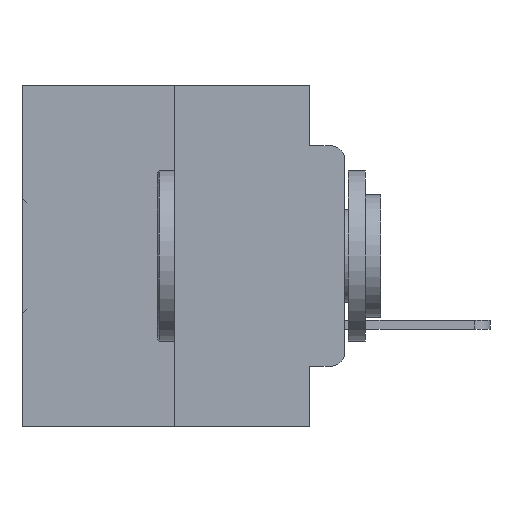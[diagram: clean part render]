
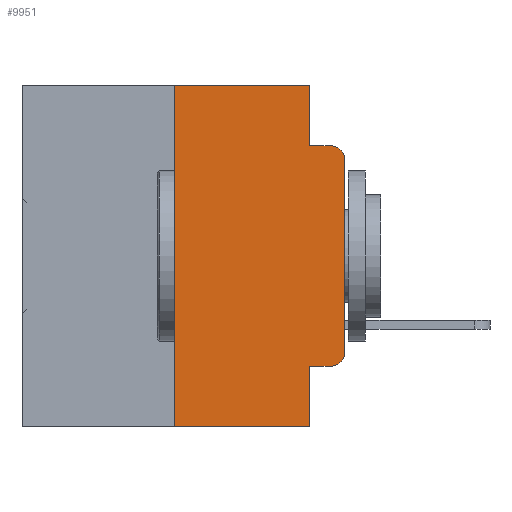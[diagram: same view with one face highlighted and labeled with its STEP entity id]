
A CAD part, left-side view. The second image highlights one B-rep face of the part: STEP entity #9951.
In plain terms, the highlighted planar face has unit normal (-1, 0, 0).
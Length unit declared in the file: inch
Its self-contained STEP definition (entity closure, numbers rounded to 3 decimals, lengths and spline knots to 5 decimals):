
#180 = EDGE_CURVE ( 'NONE', #32733, #15328, #9916, .T. ) ;
#433 = VERTEX_POINT ( 'NONE', #19389 ) ;
#882 = VERTEX_POINT ( 'NONE', #9373 ) ;
#1265 = VERTEX_POINT ( 'NONE', #25266 ) ;
#1711 = VERTEX_POINT ( 'NONE', #29779 ) ;
#1986 = VECTOR ( 'NONE', #16035, 39.37008 ) ;
#2102 = LINE ( 'NONE', #16481, #28659 ) ;
#3404 = CARTESIAN_POINT ( 'NONE',  ( 0., 0.02, -0.3915 ) ) ;
#4377 = VECTOR ( 'NONE', #31538, 39.37008 ) ;
#4998 = VERTEX_POINT ( 'NONE', #27527 ) ;
#5209 = CARTESIAN_POINT ( 'NONE',  ( 0., 0.051, 0. ) ) ;
#5899 = EDGE_CURVE ( 'NONE', #433, #12869, #6565, .T. ) ;
#5999 = DIRECTION ( 'NONE',  ( 0., -1., 0. ) ) ;
#6157 = DIRECTION ( 'NONE',  ( 0., 0., -1. ) ) ;
#6430 = CIRCLE ( 'NONE', #12918, 0.02 ) ;
#6565 = LINE ( 'NONE', #24615, #32493 ) ;
#6626 = CARTESIAN_POINT ( 'NONE',  ( 0., 0.473, 0. ) ) ;
#6925 = DIRECTION ( 'NONE',  ( 0., -1., 0. ) ) ;
#7498 = VECTOR ( 'NONE', #6925, 39.37008 ) ;
#7718 = EDGE_CURVE ( 'NONE', #1711, #4998, #19079, .T. ) ;
#8557 = VERTEX_POINT ( 'NONE', #20045 ) ;
#9317 = LINE ( 'NONE', #28344, #1986 ) ;
#9373 = CARTESIAN_POINT ( 'NONE',  ( 0., 0.02, -0.0885 ) ) ;
#9381 = DIRECTION ( 'NONE',  ( 0., 0., -1. ) ) ;
#9420 = DIRECTION ( 'NONE',  ( 0., 0., 1. ) ) ;
#9916 = LINE ( 'NONE', #15921, #22610 ) ;
#9951 = ADVANCED_FACE ( 'NONE', ( #28473 ), #22079, .F. ) ;
#10062 = DIRECTION ( 'NONE',  ( -1., 0., 0. ) ) ;
#10138 = VERTEX_POINT ( 'NONE', #15586 ) ;
#11015 = CARTESIAN_POINT ( 'NONE',  ( 0., 0.473, 0. ) ) ;
#11373 = EDGE_CURVE ( 'NONE', #4998, #882, #31349, .T. ) ;
#11919 = EDGE_LOOP ( 'NONE', ( #30149, #30710, #14291, #14572, #16349, #15543, #16111, #15669, #15870, #16758 ) ) ;
#12317 = VECTOR ( 'NONE', #15723, 39.37008 ) ;
#12814 = AXIS2_PLACEMENT_3D ( 'NONE', #6626, #24577, #9381 ) ;
#12869 = VERTEX_POINT ( 'NONE', #17178 ) ;
#12918 = AXIS2_PLACEMENT_3D ( 'NONE', #25173, #10062, #27615 ) ;
#13072 = EDGE_CURVE ( 'NONE', #8557, #882, #6430, .T. ) ;
#14107 = AXIS2_PLACEMENT_3D ( 'NONE', #3404, #21667, #6157 ) ;
#14291 = ORIENTED_EDGE ( 'NONE', *, *, #11373, .F. ) ;
#14499 = LINE ( 'NONE', #27284, #7498 ) ;
#14572 = ORIENTED_EDGE ( 'NONE', *, *, #7718, .F. ) ;
#14765 = EDGE_CURVE ( 'NONE', #1265, #8557, #9317, .T. ) ;
#14812 = EDGE_CURVE ( 'NONE', #12869, #1711, #28560, .T. ) ;
#15328 = VERTEX_POINT ( 'NONE', #18024 ) ;
#15387 = VECTOR ( 'NONE', #23546, 39.37008 ) ;
#15543 = ORIENTED_EDGE ( 'NONE', *, *, #5899, .F. ) ;
#15586 = CARTESIAN_POINT ( 'NONE',  ( 0., 0.02, -0.4115 ) ) ;
#15669 = ORIENTED_EDGE ( 'NONE', *, *, #180, .F. ) ;
#15723 = DIRECTION ( 'NONE',  ( 0., 0., -1. ) ) ;
#15852 = DIRECTION ( 'NONE',  ( 0., 0., -1. ) ) ;
#15870 = ORIENTED_EDGE ( 'NONE', *, *, #31844, .T. ) ;
#15921 = CARTESIAN_POINT ( 'NONE',  ( 0., 0.051, 0. ) ) ;
#16035 = DIRECTION ( 'NONE',  ( 0., 0., 1. ) ) ;
#16111 = ORIENTED_EDGE ( 'NONE', *, *, #21952, .T. ) ;
#16349 = ORIENTED_EDGE ( 'NONE', *, *, #14812, .F. ) ;
#16481 = CARTESIAN_POINT ( 'NONE',  ( 0., 0.473, -0.5 ) ) ;
#16758 = ORIENTED_EDGE ( 'NONE', *, *, #27057, .T. ) ;
#17178 = CARTESIAN_POINT ( 'NONE',  ( 0., 0.25, 0. ) ) ;
#18024 = CARTESIAN_POINT ( 'NONE',  ( 0., 0.051, -0.5 ) ) ;
#19079 = LINE ( 'NONE', #5209, #12317 ) ;
#19389 = CARTESIAN_POINT ( 'NONE',  ( 0., 0.25, -0.5 ) ) ;
#20045 = CARTESIAN_POINT ( 'NONE',  ( 0., 0., -0.1085 ) ) ;
#21667 = DIRECTION ( 'NONE',  ( -1., 0., 0. ) ) ;
#21952 = EDGE_CURVE ( 'NONE', #433, #15328, #2102, .T. ) ;
#22079 = PLANE ( 'NONE',  #12814 ) ;
#22610 = VECTOR ( 'NONE', #15852, 39.37008 ) ;
#23033 = CIRCLE ( 'NONE', #14107, 0.02 ) ;
#23546 = DIRECTION ( 'NONE',  ( 0., -1., 0. ) ) ;
#24577 = DIRECTION ( 'NONE',  ( 1., 0., 0. ) ) ;
#24615 = CARTESIAN_POINT ( 'NONE',  ( 0., 0.25, 0. ) ) ;
#25173 = CARTESIAN_POINT ( 'NONE',  ( 0., 0.02, -0.1085 ) ) ;
#25221 = CARTESIAN_POINT ( 'NONE',  ( 0., 0.051, -0.4115 ) ) ;
#25266 = CARTESIAN_POINT ( 'NONE',  ( 0., 0., -0.3915 ) ) ;
#27057 = EDGE_CURVE ( 'NONE', #10138, #1265, #23033, .T. ) ;
#27284 = CARTESIAN_POINT ( 'NONE',  ( 0., 0.051, -0.4115 ) ) ;
#27527 = CARTESIAN_POINT ( 'NONE',  ( 0., 0.051, -0.0885 ) ) ;
#27615 = DIRECTION ( 'NONE',  ( 0., 0., -1. ) ) ;
#28344 = CARTESIAN_POINT ( 'NONE',  ( 0., 0., 0. ) ) ;
#28473 = FACE_OUTER_BOUND ( 'NONE', #11919, .T. ) ;
#28560 = LINE ( 'NONE', #11015, #15387 ) ;
#28659 = VECTOR ( 'NONE', #5999, 39.37008 ) ;
#29250 = CARTESIAN_POINT ( 'NONE',  ( 0., 0.051, -0.0885 ) ) ;
#29779 = CARTESIAN_POINT ( 'NONE',  ( 0., 0.051, 0. ) ) ;
#30149 = ORIENTED_EDGE ( 'NONE', *, *, #14765, .T. ) ;
#30710 = ORIENTED_EDGE ( 'NONE', *, *, #13072, .T. ) ;
#31349 = LINE ( 'NONE', #29250, #4377 ) ;
#31538 = DIRECTION ( 'NONE',  ( 0., -1., 0. ) ) ;
#31844 = EDGE_CURVE ( 'NONE', #32733, #10138, #14499, .T. ) ;
#32493 = VECTOR ( 'NONE', #9420, 39.37008 ) ;
#32733 = VERTEX_POINT ( 'NONE', #25221 ) ;
